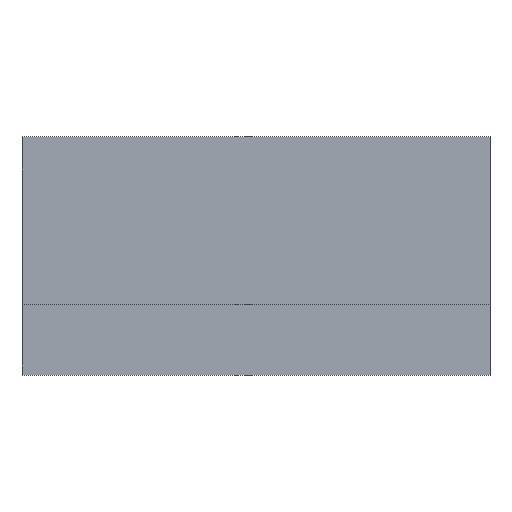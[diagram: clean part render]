
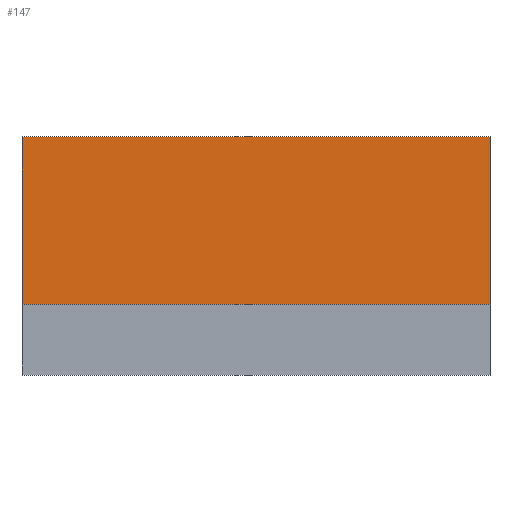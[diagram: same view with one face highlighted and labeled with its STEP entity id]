
A CAD part, left-side view. The second image highlights one B-rep face of the part: STEP entity #147.
In plain terms, the highlighted planar face has unit normal (-1, 0, 0).
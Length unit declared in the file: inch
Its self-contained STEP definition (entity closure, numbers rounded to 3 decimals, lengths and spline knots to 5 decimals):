
#21=FACE_OUTER_BOUND('',#29,.T.);
#29=EDGE_LOOP('',(#123,#124,#125,#126));
#34=LINE('',#217,#52);
#45=LINE('',#238,#63);
#47=LINE('',#242,#65);
#48=LINE('',#244,#66);
#52=VECTOR('',#178,0.3937);
#63=VECTOR('',#197,0.3937);
#65=VECTOR('',#201,0.3937);
#66=VECTOR('',#204,0.3937);
#70=VERTEX_POINT('',#214);
#71=VERTEX_POINT('',#216);
#77=VERTEX_POINT('',#236);
#78=VERTEX_POINT('',#240);
#82=EDGE_CURVE('',#70,#71,#34,.T.);
#93=EDGE_CURVE('',#70,#77,#45,.T.);
#95=EDGE_CURVE('',#71,#78,#47,.T.);
#96=EDGE_CURVE('',#77,#78,#48,.T.);
#123=ORIENTED_EDGE('',*,*,#96,.T.);
#124=ORIENTED_EDGE('',*,*,#95,.F.);
#125=ORIENTED_EDGE('',*,*,#82,.F.);
#126=ORIENTED_EDGE('',*,*,#93,.T.);
#139=PLANE('',#169);
#147=ADVANCED_FACE('',(#21),#139,.T.);
#169=AXIS2_PLACEMENT_3D('',#243,#202,#203);
#178=DIRECTION('',(0.,0.,1.));
#197=DIRECTION('',(0.,-1.,0.));
#201=DIRECTION('',(0.,-1.,0.));
#202=DIRECTION('center_axis',(-1.,0.,0.));
#203=DIRECTION('ref_axis',(0.,0.,-1.));
#204=DIRECTION('',(0.,0.,1.));
#214=CARTESIAN_POINT('',(-49.625,157.,100.0625));
#216=CARTESIAN_POINT('',(-49.625,157.,111.3125));
#217=CARTESIAN_POINT('',(-49.625,157.,100.0625));
#236=CARTESIAN_POINT('',(-49.625,125.5625,100.0625));
#238=CARTESIAN_POINT('',(-49.625,157.,100.0625));
#240=CARTESIAN_POINT('',(-49.625,125.5625,111.3125));
#242=CARTESIAN_POINT('',(-49.625,157.,111.3125));
#243=CARTESIAN_POINT('Origin',(-49.625,157.,111.3125));
#244=CARTESIAN_POINT('',(-49.625,125.5625,111.3125));
